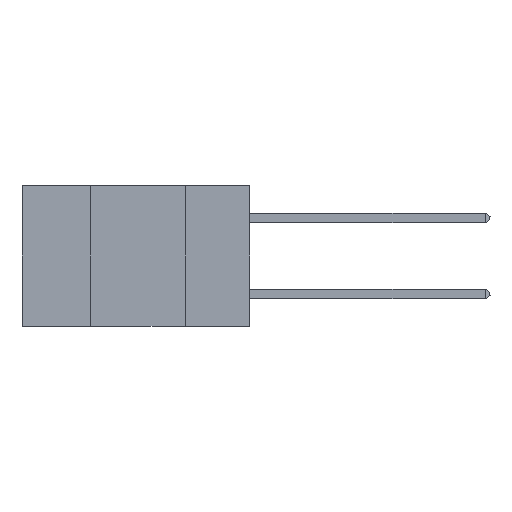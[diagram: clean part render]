
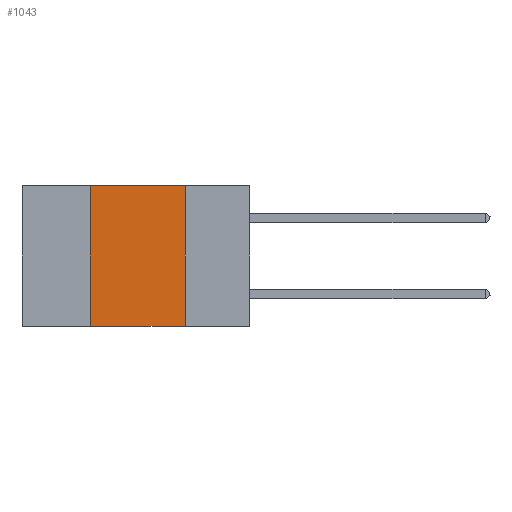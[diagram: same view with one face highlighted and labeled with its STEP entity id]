
A CAD part, left-side view. The second image highlights one B-rep face of the part: STEP entity #1043.
In plain terms, the highlighted planar face has unit normal (-1, 0, 0).
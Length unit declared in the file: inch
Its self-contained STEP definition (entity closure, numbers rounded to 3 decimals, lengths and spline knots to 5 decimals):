
#653 = CARTESIAN_POINT ( 'NONE',  ( 0., 0.42, 0. ) ) ;
#1043 = ADVANCED_FACE ( 'NONE', ( #2101 ), #2397, .F. ) ;
#1602 = CARTESIAN_POINT ( 'NONE',  ( 0., 0.6, 0. ) ) ;
#1710 = VERTEX_POINT ( 'NONE', #653 ) ;
#1992 = LINE ( 'NONE', #2098, #10707 ) ;
#2098 = CARTESIAN_POINT ( 'NONE',  ( 0., 0.6, -0.37 ) ) ;
#2101 = FACE_OUTER_BOUND ( 'NONE', #9196, .T. ) ;
#2397 = PLANE ( 'NONE',  #3626 ) ;
#2765 = CARTESIAN_POINT ( 'NONE',  ( 0., 0.42, 0. ) ) ;
#3211 = ORIENTED_EDGE ( 'NONE', *, *, #10109, .T. ) ;
#3277 = DIRECTION ( 'NONE',  ( 1., 0., 0. ) ) ;
#3535 = CARTESIAN_POINT ( 'NONE',  ( 0., 0.17, 0. ) ) ;
#3577 = LINE ( 'NONE', #2765, #5632 ) ;
#3626 = AXIS2_PLACEMENT_3D ( 'NONE', #1602, #3277, #8718 ) ;
#3730 = DIRECTION ( 'NONE',  ( 0., 0., 1. ) ) ;
#5306 = ORIENTED_EDGE ( 'NONE', *, *, #5570, .F. ) ;
#5440 = VERTEX_POINT ( 'NONE', #9981 ) ;
#5570 = EDGE_CURVE ( 'NONE', #1710, #6220, #10199, .T. ) ;
#5632 = VECTOR ( 'NONE', #3730, 39.37008 ) ;
#5701 = ORIENTED_EDGE ( 'NONE', *, *, #8910, .F. ) ;
#6220 = VERTEX_POINT ( 'NONE', #8637 ) ;
#6598 = DIRECTION ( 'NONE',  ( 0., -1., 0. ) ) ;
#6690 = VECTOR ( 'NONE', #10891, 39.37008 ) ;
#6904 = EDGE_CURVE ( 'NONE', #9024, #1710, #3577, .T. ) ;
#7547 = ORIENTED_EDGE ( 'NONE', *, *, #6904, .F. ) ;
#8109 = VECTOR ( 'NONE', #6598, 39.37008 ) ;
#8637 = CARTESIAN_POINT ( 'NONE',  ( 0., 0.17, 0. ) ) ;
#8715 = CARTESIAN_POINT ( 'NONE',  ( 0., 0.42, -0.37 ) ) ;
#8718 = DIRECTION ( 'NONE',  ( 0., 0., -1. ) ) ;
#8795 = LINE ( 'NONE', #3535, #6690 ) ;
#8910 = EDGE_CURVE ( 'NONE', #6220, #5440, #8795, .T. ) ;
#9024 = VERTEX_POINT ( 'NONE', #8715 ) ;
#9196 = EDGE_LOOP ( 'NONE', ( #5701, #5306, #7547, #3211 ) ) ;
#9758 = DIRECTION ( 'NONE',  ( 0., -1., 0. ) ) ;
#9981 = CARTESIAN_POINT ( 'NONE',  ( 0., 0.17, -0.37 ) ) ;
#10109 = EDGE_CURVE ( 'NONE', #9024, #5440, #1992, .T. ) ;
#10199 = LINE ( 'NONE', #10420, #8109 ) ;
#10420 = CARTESIAN_POINT ( 'NONE',  ( 0., 0.6, 0. ) ) ;
#10707 = VECTOR ( 'NONE', #9758, 39.37008 ) ;
#10891 = DIRECTION ( 'NONE',  ( 0., 0., -1. ) ) ;
